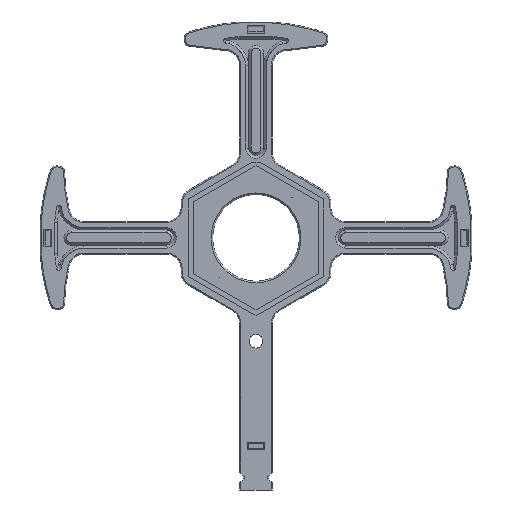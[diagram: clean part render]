
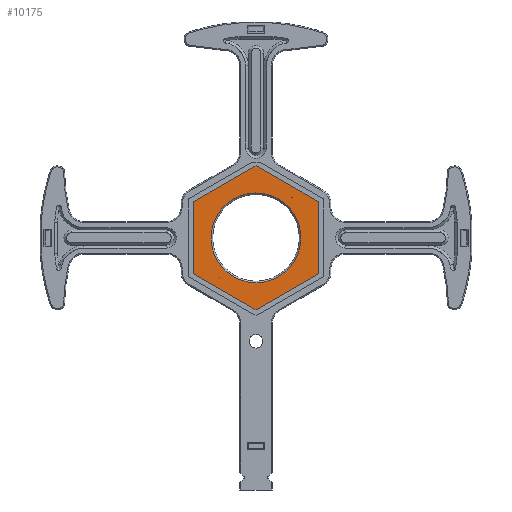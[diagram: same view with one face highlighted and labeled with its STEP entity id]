
A CAD part, left-side view. The second image highlights one B-rep face of the part: STEP entity #10175.
In plain terms, the highlighted planar face has unit normal (-1, 0, 0).
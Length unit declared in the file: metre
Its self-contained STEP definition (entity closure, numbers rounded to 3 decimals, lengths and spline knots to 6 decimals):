
#904=CIRCLE('',#11022,0.017985);
#905=CIRCLE('',#11023,0.021628);
#906=CIRCLE('',#11024,0.021628);
#1797=ORIENTED_EDGE('',*,*,#4768,.T.);
#1798=ORIENTED_EDGE('',*,*,#4767,.F.);
#1799=ORIENTED_EDGE('',*,*,#4769,.F.);
#1800=ORIENTED_EDGE('',*,*,#4763,.F.);
#1801=ORIENTED_EDGE('',*,*,#4765,.F.);
#1802=ORIENTED_EDGE('',*,*,#4770,.F.);
#1803=ORIENTED_EDGE('',*,*,#4738,.F.);
#1804=ORIENTED_EDGE('',*,*,#4755,.T.);
#1805=ORIENTED_EDGE('',*,*,#4758,.T.);
#1806=ORIENTED_EDGE('',*,*,#4756,.T.);
#1807=ORIENTED_EDGE('',*,*,#4747,.T.);
#1808=ORIENTED_EDGE('',*,*,#4753,.T.);
#1809=ORIENTED_EDGE('',*,*,#4750,.T.);
#4738=EDGE_CURVE('',#6250,#6249,#7044,.T.);
#4747=EDGE_CURVE('',#6253,#6254,#7052,.T.);
#4750=EDGE_CURVE('',#6255,#6256,#7055,.T.);
#4753=EDGE_CURVE('',#6254,#6255,#7058,.T.);
#4755=EDGE_CURVE('',#6256,#6257,#7060,.T.);
#4756=EDGE_CURVE('',#6258,#6253,#7061,.T.);
#4758=EDGE_CURVE('',#6257,#6258,#7063,.T.);
#4763=EDGE_CURVE('',#6261,#6260,#7067,.T.);
#4765=EDGE_CURVE('',#6262,#6250,#7068,.T.);
#4767=EDGE_CURVE('',#6263,#6261,#7069,.T.);
#4768=EDGE_CURVE('',#6264,#6264,#904,.F.);
#4769=EDGE_CURVE('',#6260,#6263,#905,.F.);
#4770=EDGE_CURVE('',#6249,#6262,#906,.F.);
#6249=VERTEX_POINT('',#15898);
#6250=VERTEX_POINT('',#15900);
#6253=VERTEX_POINT('',#15920);
#6254=VERTEX_POINT('',#15921);
#6255=VERTEX_POINT('',#15926);
#6256=VERTEX_POINT('',#15927);
#6257=VERTEX_POINT('',#15935);
#6258=VERTEX_POINT('',#15939);
#6260=VERTEX_POINT('',#15952);
#6261=VERTEX_POINT('',#15954);
#6262=VERTEX_POINT('',#15958);
#6263=VERTEX_POINT('',#15962);
#6264=VERTEX_POINT('',#15966);
#7044=LINE('',#15901,#7911);
#7052=LINE('',#15919,#7919);
#7055=LINE('',#15925,#7922);
#7058=LINE('',#15931,#7925);
#7060=LINE('',#15936,#7927);
#7061=LINE('',#15938,#7928);
#7063=LINE('',#15943,#7930);
#7067=LINE('',#15955,#7934);
#7068=LINE('',#15959,#7935);
#7069=LINE('',#15963,#7936);
#7911=VECTOR('',#12563,1.);
#7919=VECTOR('',#12587,1.);
#7922=VECTOR('',#12592,1.);
#7925=VECTOR('',#12597,1.);
#7927=VECTOR('',#12603,1.);
#7928=VECTOR('',#12606,1.);
#7930=VECTOR('',#12612,1.);
#7934=VECTOR('',#12626,1.);
#7935=VECTOR('',#12631,1.);
#7936=VECTOR('',#12636,1.);
#8622=EDGE_LOOP('',(#1797));
#8623=EDGE_LOOP('',(#1798,#1799,#1800));
#8624=EDGE_LOOP('',(#1801,#1802,#1803));
#8625=EDGE_LOOP('',(#1804,#1805,#1806,#1807,#1808,#1809));
#9284=FACE_BOUND('',#8622,.T.);
#9285=FACE_BOUND('',#8623,.T.);
#9286=FACE_BOUND('',#8624,.T.);
#9287=FACE_BOUND('',#8625,.T.);
#9896=PLANE('',#11021);
#10175=ADVANCED_FACE('',(#9284,#9285,#9286,#9287),#9896,.T.);
#11021=AXIS2_PLACEMENT_3D('',#15964,#12637,#12638);
#11022=AXIS2_PLACEMENT_3D('',#15965,#12639,#12640);
#11023=AXIS2_PLACEMENT_3D('',#15967,#12641,#12642);
#11024=AXIS2_PLACEMENT_3D('',#15968,#12643,#12644);
#12563=DIRECTION('',(0.,1.,0.));
#12587=DIRECTION('',(0.,-0.866,0.5));
#12592=DIRECTION('',(0.,0.866,0.5));
#12597=DIRECTION('',(0.,0.,1.));
#12603=DIRECTION('',(0.,0.866,-0.5));
#12606=DIRECTION('',(0.,-0.866,-0.5));
#12612=DIRECTION('',(0.,0.,-1.));
#12626=DIRECTION('',(0.,-1.,0.));
#12631=DIRECTION('',(0.,-0.548,0.836));
#12636=DIRECTION('',(0.,0.547,-0.837));
#12637=DIRECTION('',(-1.,0.,0.));
#12638=DIRECTION('',(0.,0.,-1.));
#12639=DIRECTION('',(-1.,0.,0.));
#12640=DIRECTION('',(0.,0.,1.));
#12641=DIRECTION('',(-1.,0.,0.));
#12642=DIRECTION('',(0.,0.,1.));
#12643=DIRECTION('',(-1.,0.,0.));
#12644=DIRECTION('',(0.,0.,1.));
#15898=CARTESIAN_POINT('',(-0.215722,-0.134941,0.092463));
#15900=CARTESIAN_POINT('',(-0.215722,-0.135215,0.092463));
#15901=CARTESIAN_POINT('',(-0.215722,-0.123827,0.092463));
#15919=CARTESIAN_POINT('',(-0.215722,-0.070981,0.01886));
#15920=CARTESIAN_POINT('',(-0.215722,-0.120542,0.047474));
#15921=CARTESIAN_POINT('',(-0.215722,-0.145542,0.061907));
#15925=CARTESIAN_POINT('',(-0.215722,-0.065352,0.137072));
#15926=CARTESIAN_POINT('',(-0.215722,-0.145542,0.090775));
#15927=CARTESIAN_POINT('',(-0.215722,-0.120542,0.105209));
#15931=CARTESIAN_POINT('',(-0.215722,-0.145542,0.082841));
#15935=CARTESIAN_POINT('',(-0.215722,-0.095542,0.090775));
#15936=CARTESIAN_POINT('',(-0.215722,-0.045981,0.062161));
#15938=CARTESIAN_POINT('',(-0.215722,-0.040352,0.093771));
#15939=CARTESIAN_POINT('',(-0.215722,-0.095542,0.061907));
#15943=CARTESIAN_POINT('',(-0.215722,-0.095542,0.082841));
#15952=CARTESIAN_POINT('',(-0.215722,-0.106,0.060316));
#15954=CARTESIAN_POINT('',(-0.215722,-0.105915,0.060316));
#15955=CARTESIAN_POINT('',(-0.215722,-0.12417,0.060316));
#15958=CARTESIAN_POINT('',(-0.215722,-0.135113,0.092308));
#15959=CARTESIAN_POINT('',(-0.215722,-0.128538,0.082277));
#15962=CARTESIAN_POINT('',(-0.215722,-0.105946,0.060365));
#15963=CARTESIAN_POINT('',(-0.215722,-0.111396,0.068715));
#15964=CARTESIAN_POINT('',(-0.215722,-0.034042,0.082841));
#15965=CARTESIAN_POINT('',(-0.215722,-0.120541,0.076326));
#15966=CARTESIAN_POINT('',(-0.215722,-0.120541,0.094311));
#15967=CARTESIAN_POINT('',(-0.215722,-0.120541,0.076326));
#15968=CARTESIAN_POINT('',(-0.215722,-0.120541,0.076326));
